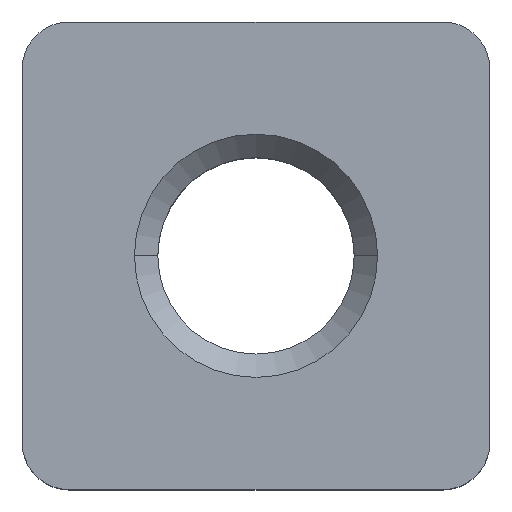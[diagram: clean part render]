
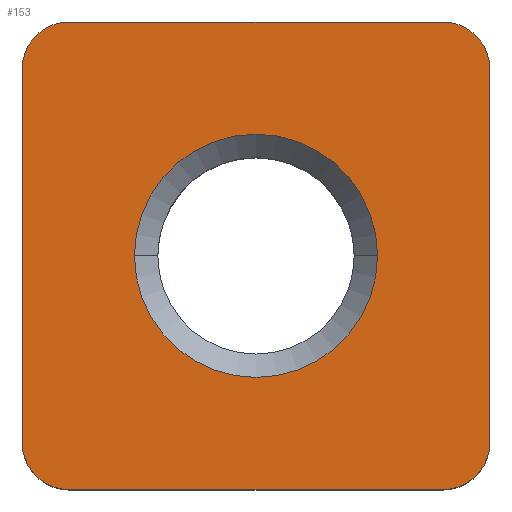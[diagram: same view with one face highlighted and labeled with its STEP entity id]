
A CAD part, top view. The second image highlights one B-rep face of the part: STEP entity #153.
In plain terms, the highlighted planar face has unit normal (0, 0, 1).
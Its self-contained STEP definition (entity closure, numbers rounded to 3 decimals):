
#2 = AXIS2_PLACEMENT_3D ( 'NONE', #230, #324, #185 ) ;
#5 = ORIENTED_EDGE ( 'NONE', *, *, #390, .T. ) ;
#14 = EDGE_CURVE ( 'NONE', #262, #378, #309, .T. ) ;
#20 = DIRECTION ( 'NONE',  ( 1., 0., 0. ) ) ;
#34 = EDGE_CURVE ( 'NONE', #66, #201, #129, .T. ) ;
#36 = ORIENTED_EDGE ( 'NONE', *, *, #48, .F. ) ;
#41 = VERTEX_POINT ( 'NONE', #47 ) ;
#47 = CARTESIAN_POINT ( 'NONE',  ( 4., -5., 5. ) ) ;
#48 = EDGE_CURVE ( 'NONE', #378, #262, #64, .T. ) ;
#49 = CARTESIAN_POINT ( 'NONE',  ( 0., 0., 5. ) ) ;
#52 = CARTESIAN_POINT ( 'NONE',  ( 5., -4., 5. ) ) ;
#62 = VERTEX_POINT ( 'NONE', #52 ) ;
#64 = CIRCLE ( 'NONE', #499, 2.6 ) ;
#66 = VERTEX_POINT ( 'NONE', #394 ) ;
#73 = VERTEX_POINT ( 'NONE', #468 ) ;
#81 = ORIENTED_EDGE ( 'NONE', *, *, #34, .T. ) ;
#83 = DIRECTION ( 'NONE',  ( 0., 0., 1. ) ) ;
#100 = LINE ( 'NONE', #227, #258 ) ;
#101 = CARTESIAN_POINT ( 'NONE',  ( 4., 4., 5. ) ) ;
#108 = EDGE_LOOP ( 'NONE', ( #335, #343, #5, #364, #81, #294, #246, #223 ) ) ;
#112 = DIRECTION ( 'NONE',  ( 0., 0., 1. ) ) ;
#126 = CARTESIAN_POINT ( 'NONE',  ( 4., -4., 5. ) ) ;
#129 = LINE ( 'NONE', #306, #469 ) ;
#139 = DIRECTION ( 'NONE',  ( 0., 0., 1. ) ) ;
#152 = DIRECTION ( 'NONE',  ( 0., 0., 1. ) ) ;
#153 = ADVANCED_FACE ( 'NONE', ( #400, #285 ), #196, .F. ) ;
#157 = CIRCLE ( 'NONE', #354, 1. ) ;
#185 = DIRECTION ( 'NONE',  ( -1., 0., 0. ) ) ;
#188 = EDGE_CURVE ( 'NONE', #235, #408, #266, .T. ) ;
#196 = PLANE ( 'NONE',  #2 ) ;
#201 = VERTEX_POINT ( 'NONE', #406 ) ;
#223 = ORIENTED_EDGE ( 'NONE', *, *, #431, .T. ) ;
#224 = DIRECTION ( 'NONE',  ( 1., 0., 0. ) ) ;
#227 = CARTESIAN_POINT ( 'NONE',  ( -5., -5., 5. ) ) ;
#230 = CARTESIAN_POINT ( 'NONE',  ( 0., 0., 5. ) ) ;
#232 = CARTESIAN_POINT ( 'NONE',  ( 2.6, 0., 5. ) ) ;
#235 = VERTEX_POINT ( 'NONE', #497 ) ;
#242 = DIRECTION ( 'NONE',  ( -1., 0., 0. ) ) ;
#244 = EDGE_CURVE ( 'NONE', #201, #73, #433, .T. ) ;
#245 = CARTESIAN_POINT ( 'NONE',  ( -4., 5., 5. ) ) ;
#246 = ORIENTED_EDGE ( 'NONE', *, *, #391, .T. ) ;
#258 = VECTOR ( 'NONE', #20, 1000. ) ;
#262 = VERTEX_POINT ( 'NONE', #337 ) ;
#266 = CIRCLE ( 'NONE', #372, 1. ) ;
#270 = DIRECTION ( 'NONE',  ( 0., -1., 0. ) ) ;
#273 = AXIS2_PLACEMENT_3D ( 'NONE', #492, #112, #450 ) ;
#275 = DIRECTION ( 'NONE',  ( -1., 0., 0. ) ) ;
#285 = FACE_OUTER_BOUND ( 'NONE', #108, .T. ) ;
#290 = CARTESIAN_POINT ( 'NONE',  ( 5., -5., 5. ) ) ;
#294 = ORIENTED_EDGE ( 'NONE', *, *, #244, .T. ) ;
#297 = LINE ( 'NONE', #290, #459 ) ;
#305 = DIRECTION ( 'NONE',  ( 0., 0., 1. ) ) ;
#306 = CARTESIAN_POINT ( 'NONE',  ( -5., -5., 5. ) ) ;
#309 = CIRCLE ( 'NONE', #412, 2.6 ) ;
#312 = DIRECTION ( 'NONE',  ( -1., 0., 0. ) ) ;
#321 = EDGE_CURVE ( 'NONE', #62, #235, #297, .T. ) ;
#324 = DIRECTION ( 'NONE',  ( 0., 0., -1. ) ) ;
#333 = EDGE_LOOP ( 'NONE', ( #36, #414 ) ) ;
#335 = ORIENTED_EDGE ( 'NONE', *, *, #321, .T. ) ;
#337 = CARTESIAN_POINT ( 'NONE',  ( -2.6, 0., 5. ) ) ;
#343 = ORIENTED_EDGE ( 'NONE', *, *, #188, .T. ) ;
#354 = AXIS2_PLACEMENT_3D ( 'NONE', #126, #305, #467 ) ;
#358 = EDGE_CURVE ( 'NONE', #551, #66, #541, .T. ) ;
#364 = ORIENTED_EDGE ( 'NONE', *, *, #358, .T. ) ;
#365 = LINE ( 'NONE', #530, #487 ) ;
#372 = AXIS2_PLACEMENT_3D ( 'NONE', #101, #152, #242 ) ;
#378 = VERTEX_POINT ( 'NONE', #232 ) ;
#390 = EDGE_CURVE ( 'NONE', #408, #551, #365, .T. ) ;
#391 = EDGE_CURVE ( 'NONE', #73, #41, #100, .T. ) ;
#393 = DIRECTION ( 'NONE',  ( 1., 0., 0. ) ) ;
#394 = CARTESIAN_POINT ( 'NONE',  ( -5., 4., 5. ) ) ;
#397 = CARTESIAN_POINT ( 'NONE',  ( -4., -4., 5. ) ) ;
#400 = FACE_BOUND ( 'NONE', #333, .T. ) ;
#406 = CARTESIAN_POINT ( 'NONE',  ( -5., -4., 5. ) ) ;
#408 = VERTEX_POINT ( 'NONE', #520 ) ;
#412 = AXIS2_PLACEMENT_3D ( 'NONE', #473, #83, #224 ) ;
#414 = ORIENTED_EDGE ( 'NONE', *, *, #14, .F. ) ;
#417 = DIRECTION ( 'NONE',  ( 0., 1., 0. ) ) ;
#429 = DIRECTION ( 'NONE',  ( 0., 0., 1. ) ) ;
#431 = EDGE_CURVE ( 'NONE', #41, #62, #157, .T. ) ;
#433 = CIRCLE ( 'NONE', #509, 1. ) ;
#450 = DIRECTION ( 'NONE',  ( -1., 0., 0. ) ) ;
#459 = VECTOR ( 'NONE', #417, 1000. ) ;
#467 = DIRECTION ( 'NONE',  ( -1., 0., 0. ) ) ;
#468 = CARTESIAN_POINT ( 'NONE',  ( -4., -5., 5. ) ) ;
#469 = VECTOR ( 'NONE', #270, 1000. ) ;
#473 = CARTESIAN_POINT ( 'NONE',  ( 0., 0., 5. ) ) ;
#487 = VECTOR ( 'NONE', #312, 1000. ) ;
#492 = CARTESIAN_POINT ( 'NONE',  ( -4., 4., 5. ) ) ;
#497 = CARTESIAN_POINT ( 'NONE',  ( 5., 4., 5. ) ) ;
#499 = AXIS2_PLACEMENT_3D ( 'NONE', #49, #429, #393 ) ;
#509 = AXIS2_PLACEMENT_3D ( 'NONE', #397, #139, #275 ) ;
#520 = CARTESIAN_POINT ( 'NONE',  ( 4., 5., 5. ) ) ;
#530 = CARTESIAN_POINT ( 'NONE',  ( -5., 5., 5. ) ) ;
#541 = CIRCLE ( 'NONE', #273, 1. ) ;
#551 = VERTEX_POINT ( 'NONE', #245 ) ;
